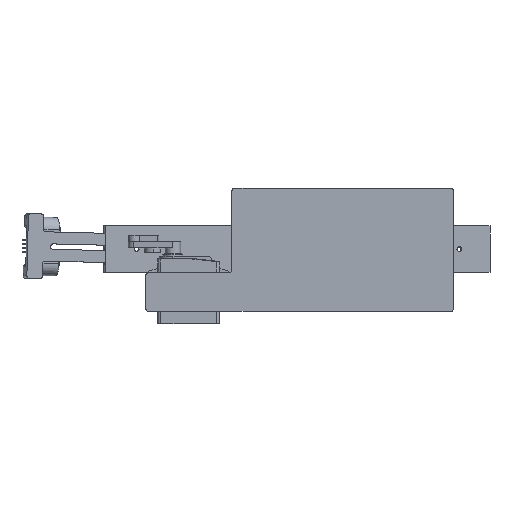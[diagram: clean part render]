
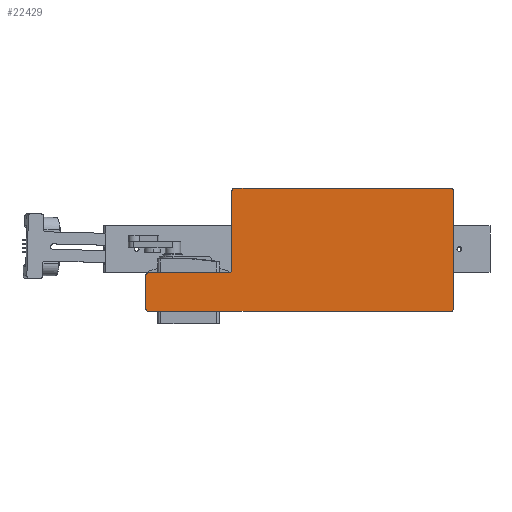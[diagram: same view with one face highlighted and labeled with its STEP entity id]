
A CAD part, front view. The second image highlights one B-rep face of the part: STEP entity #22429.
In plain terms, the highlighted planar face has unit normal (0, -1, 0).
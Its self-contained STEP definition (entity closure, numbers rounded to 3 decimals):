
#294 = ORIENTED_EDGE ( 'NONE', *, *, #4899, .T. ) ;
#423 = DIRECTION ( 'NONE',  ( 0., -1., 0. ) ) ;
#1339 = CIRCLE ( 'NONE', #4638, 2. ) ;
#1533 = CARTESIAN_POINT ( 'NONE',  ( 98., -29., 51. ) ) ;
#1560 = EDGE_CURVE ( 'NONE', #21395, #20743, #16718, .T. ) ;
#2100 = DIRECTION ( 'NONE',  ( 0., 1., 0. ) ) ;
#2216 = DIRECTION ( 'NONE',  ( 0., -1., 0. ) ) ;
#2612 = CARTESIAN_POINT ( 'NONE',  ( -98., -29., -27. ) ) ;
#3118 = DIRECTION ( 'NONE',  ( 0., 0., -1. ) ) ;
#3289 = DIRECTION ( 'NONE',  ( 0., 1., 0. ) ) ;
#4043 = CARTESIAN_POINT ( 'NONE',  ( -98., -29., -6. ) ) ;
#4433 = AXIS2_PLACEMENT_3D ( 'NONE', #19870, #2216, #23840 ) ;
#4638 = AXIS2_PLACEMENT_3D ( 'NONE', #23605, #7371, #9311 ) ;
#4899 = EDGE_CURVE ( 'NONE', #20743, #22464, #19646, .T. ) ;
#5162 = EDGE_CURVE ( 'NONE', #17267, #23697, #19103, .T. ) ;
#5414 = VECTOR ( 'NONE', #6432, 1000. ) ;
#5579 = AXIS2_PLACEMENT_3D ( 'NONE', #4043, #423, #25435 ) ;
#6126 = CARTESIAN_POINT ( 'NONE',  ( -46., -29., -4. ) ) ;
#6212 = EDGE_CURVE ( 'NONE', #25504, #16691, #8564, .T. ) ;
#6219 = CARTESIAN_POINT ( 'NONE',  ( 100., -29., 49. ) ) ;
#6349 = CARTESIAN_POINT ( 'NONE',  ( -100., -29., -27. ) ) ;
#6432 = DIRECTION ( 'NONE',  ( 1., 0., 0. ) ) ;
#6902 = CARTESIAN_POINT ( 'NONE',  ( -98., -29., -4. ) ) ;
#7368 = CARTESIAN_POINT ( 'NONE',  ( 100., -29., 51. ) ) ;
#7371 = DIRECTION ( 'NONE',  ( 0., -1., 0. ) ) ;
#8192 = CIRCLE ( 'NONE', #22602, 2. ) ;
#8207 = ORIENTED_EDGE ( 'NONE', *, *, #18344, .T. ) ;
#8308 = ORIENTED_EDGE ( 'NONE', *, *, #22120, .T. ) ;
#8369 = CARTESIAN_POINT ( 'NONE',  ( 100., -29., -27. ) ) ;
#8564 = LINE ( 'NONE', #22096, #18727 ) ;
#9311 = DIRECTION ( 'NONE',  ( 0., 0., 1. ) ) ;
#9463 = CARTESIAN_POINT ( 'NONE',  ( -46., -29., -2. ) ) ;
#10264 = AXIS2_PLACEMENT_3D ( 'NONE', #2612, #17817, #20119 ) ;
#10349 = PLANE ( 'NONE',  #13116 ) ;
#10860 = ORIENTED_EDGE ( 'NONE', *, *, #5162, .T. ) ;
#11019 = ORIENTED_EDGE ( 'NONE', *, *, #22518, .T. ) ;
#11131 = DIRECTION ( 'NONE',  ( 0., 0., 1. ) ) ;
#11553 = AXIS2_PLACEMENT_3D ( 'NONE', #9463, #3289, #19254 ) ;
#12199 = CARTESIAN_POINT ( 'NONE',  ( -44., -29., -2. ) ) ;
#12340 = CIRCLE ( 'NONE', #10264, 2. ) ;
#12456 = DIRECTION ( 'NONE',  ( -1., 0., 0. ) ) ;
#12501 = ORIENTED_EDGE ( 'NONE', *, *, #12682, .T. ) ;
#12638 = CARTESIAN_POINT ( 'NONE',  ( 100., -29., -29. ) ) ;
#12682 = EDGE_CURVE ( 'NONE', #22464, #14785, #12340, .T. ) ;
#12802 = EDGE_CURVE ( 'NONE', #16691, #15155, #8192, .T. ) ;
#13116 = AXIS2_PLACEMENT_3D ( 'NONE', #21950, #2100, #17691 ) ;
#13556 = CARTESIAN_POINT ( 'NONE',  ( 0., -29., -4. ) ) ;
#13780 = CARTESIAN_POINT ( 'NONE',  ( -98., -29., -29. ) ) ;
#13803 = EDGE_CURVE ( 'NONE', #25089, #24839, #18962, .T. ) ;
#13862 = DIRECTION ( 'NONE',  ( 0., 0., -1. ) ) ;
#13984 = CARTESIAN_POINT ( 'NONE',  ( -100., -29., 51. ) ) ;
#14196 = VERTEX_POINT ( 'NONE', #17173 ) ;
#14728 = CIRCLE ( 'NONE', #4433, 2. ) ;
#14785 = VERTEX_POINT ( 'NONE', #13780 ) ;
#14974 = DIRECTION ( 'NONE',  ( 0., -1., 0. ) ) ;
#15155 = VERTEX_POINT ( 'NONE', #17219 ) ;
#15221 = DIRECTION ( 'NONE',  ( -1., 0., 0. ) ) ;
#15728 = ORIENTED_EDGE ( 'NONE', *, *, #1560, .T. ) ;
#16153 = FACE_OUTER_BOUND ( 'NONE', #16713, .T. ) ;
#16173 = ORIENTED_EDGE ( 'NONE', *, *, #13803, .T. ) ;
#16650 = CARTESIAN_POINT ( 'NONE',  ( -42., -29., 49. ) ) ;
#16691 = VERTEX_POINT ( 'NONE', #19011 ) ;
#16713 = EDGE_LOOP ( 'NONE', ( #18275, #8308, #10860, #8207, #23376, #16930, #11019, #16173, #24864, #15728, #294, #12501 ) ) ;
#16718 = CIRCLE ( 'NONE', #5579, 2. ) ;
#16785 = LINE ( 'NONE', #20272, #24605 ) ;
#16930 = ORIENTED_EDGE ( 'NONE', *, *, #12802, .T. ) ;
#17173 = CARTESIAN_POINT ( 'NONE',  ( 98., -29., -29. ) ) ;
#17219 = CARTESIAN_POINT ( 'NONE',  ( -44., -29., 49. ) ) ;
#17255 = EDGE_CURVE ( 'NONE', #14785, #14196, #20222, .T. ) ;
#17267 = VERTEX_POINT ( 'NONE', #8369 ) ;
#17691 = DIRECTION ( 'NONE',  ( 0., 0., 1. ) ) ;
#17817 = DIRECTION ( 'NONE',  ( 0., -1., 0. ) ) ;
#18275 = ORIENTED_EDGE ( 'NONE', *, *, #17255, .T. ) ;
#18344 = EDGE_CURVE ( 'NONE', #23697, #25504, #1339, .T. ) ;
#18727 = VECTOR ( 'NONE', #12456, 1000. ) ;
#18962 = CIRCLE ( 'NONE', #11553, 2. ) ;
#19011 = CARTESIAN_POINT ( 'NONE',  ( -42., -29., 51. ) ) ;
#19103 = LINE ( 'NONE', #7368, #24797 ) ;
#19254 = DIRECTION ( 'NONE',  ( 0., 0., 1. ) ) ;
#19327 = LINE ( 'NONE', #13556, #22547 ) ;
#19646 = LINE ( 'NONE', #13984, #21088 ) ;
#19870 = CARTESIAN_POINT ( 'NONE',  ( 98., -29., -27. ) ) ;
#20119 = DIRECTION ( 'NONE',  ( 0., 0., 1. ) ) ;
#20222 = LINE ( 'NONE', #12638, #5414 ) ;
#20272 = CARTESIAN_POINT ( 'NONE',  ( -44., -29., 0. ) ) ;
#20743 = VERTEX_POINT ( 'NONE', #20996 ) ;
#20759 = DIRECTION ( 'NONE',  ( 0., 0., 1. ) ) ;
#20996 = CARTESIAN_POINT ( 'NONE',  ( -100., -29., -6. ) ) ;
#21088 = VECTOR ( 'NONE', #13862, 1000. ) ;
#21395 = VERTEX_POINT ( 'NONE', #6902 ) ;
#21950 = CARTESIAN_POINT ( 'NONE',  ( 0., -29., 0. ) ) ;
#22096 = CARTESIAN_POINT ( 'NONE',  ( 100., -29., 51. ) ) ;
#22120 = EDGE_CURVE ( 'NONE', #14196, #17267, #14728, .T. ) ;
#22429 = ADVANCED_FACE ( 'NONE', ( #16153 ), #10349, .F. ) ;
#22464 = VERTEX_POINT ( 'NONE', #6349 ) ;
#22518 = EDGE_CURVE ( 'NONE', #15155, #25089, #16785, .T. ) ;
#22547 = VECTOR ( 'NONE', #15221, 1000. ) ;
#22602 = AXIS2_PLACEMENT_3D ( 'NONE', #16650, #14974, #20759 ) ;
#23376 = ORIENTED_EDGE ( 'NONE', *, *, #6212, .T. ) ;
#23605 = CARTESIAN_POINT ( 'NONE',  ( 98., -29., 49. ) ) ;
#23697 = VERTEX_POINT ( 'NONE', #6219 ) ;
#23840 = DIRECTION ( 'NONE',  ( 0., 0., 1. ) ) ;
#23890 = EDGE_CURVE ( 'NONE', #24839, #21395, #19327, .T. ) ;
#24605 = VECTOR ( 'NONE', #3118, 1000. ) ;
#24797 = VECTOR ( 'NONE', #11131, 1000. ) ;
#24839 = VERTEX_POINT ( 'NONE', #6126 ) ;
#24864 = ORIENTED_EDGE ( 'NONE', *, *, #23890, .T. ) ;
#25089 = VERTEX_POINT ( 'NONE', #12199 ) ;
#25435 = DIRECTION ( 'NONE',  ( 0., 0., 1. ) ) ;
#25504 = VERTEX_POINT ( 'NONE', #1533 ) ;
